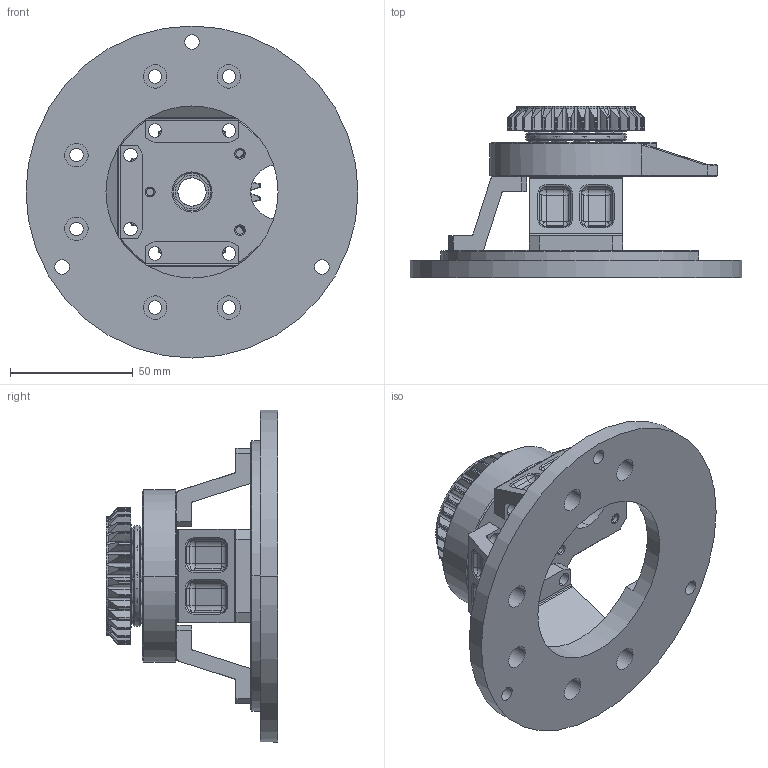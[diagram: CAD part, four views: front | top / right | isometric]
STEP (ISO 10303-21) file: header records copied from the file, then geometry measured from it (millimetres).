
FILE_DESCRIPTION (( 'STEP AP203' ), '1' );
FILE_NAME ('Base final.STEP', '2025-05-01T23:54:05', ( '' ), ( '' ), 'SwSTEP 2.0', 'SolidWorks 2023', '' );
FILE_SCHEMA (( 'CONFIG_CONTROL_DESIGN' ));
Length unit declared in the file: centimetre
Products named in the file (1): Base final
Bounding box: 135 x 69.7 x 135 mm (x, y, z)
Volume: 191153.8 mm3; surface area: 82194 mm2
Topology: 21 solids, 21 shells, 1350 faces, 3459 edges, 2154 vertices
Faces by surface type: cylinder 590, cone 358, plane 207, sphere 101, torus 78, bspline 16
Entity records: 42936 total; most frequent: CARTESIAN_POINT 9597, DIRECTION 7476, ORIENTED_EDGE 6780, EDGE_CURVE 3390, AXIS2_PLACEMENT_3D 3052, VERTEX_POINT 2114, CIRCLE 1717, EDGE_LOOP 1478
